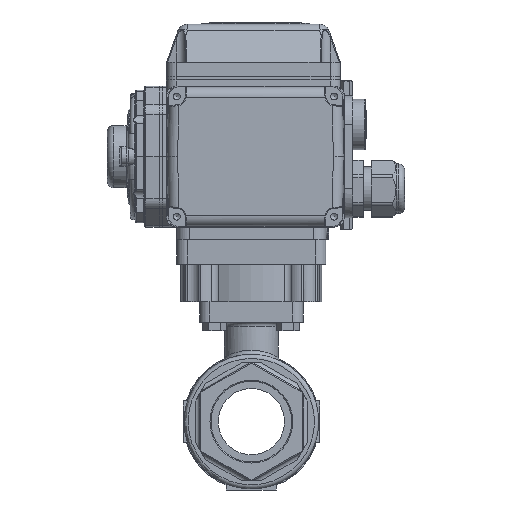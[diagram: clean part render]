
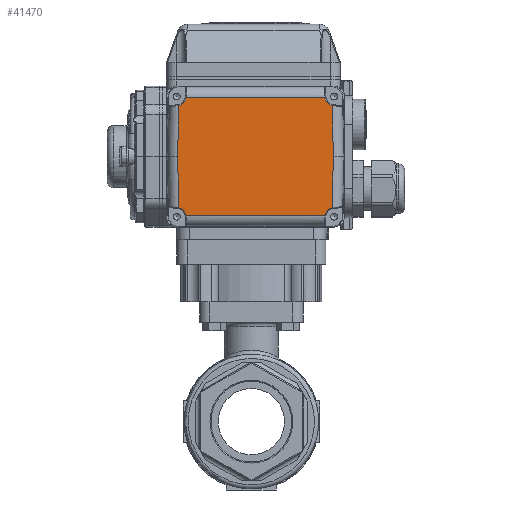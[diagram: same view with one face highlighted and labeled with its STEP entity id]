
A CAD part, front view. The second image highlights one B-rep face of the part: STEP entity #41470.
In plain terms, the highlighted face is planar.
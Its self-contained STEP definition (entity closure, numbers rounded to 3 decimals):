
#1536=PLANE('',#45034);
#3475=CIRCLE('',#44878,4.5);
#3483=CIRCLE('',#44893,4.5);
#3491=CIRCLE('',#44906,4.5);
#3499=CIRCLE('',#44921,4.5);
#11895=ORIENTED_EDGE('',*,*,#19899,.T.);
#11896=ORIENTED_EDGE('',*,*,#19814,.T.);
#11897=ORIENTED_EDGE('',*,*,#19909,.T.);
#11898=ORIENTED_EDGE('',*,*,#19906,.T.);
#11899=ORIENTED_EDGE('',*,*,#19880,.T.);
#11900=ORIENTED_EDGE('',*,*,#19911,.T.);
#11901=ORIENTED_EDGE('',*,*,#19858,.T.);
#11902=ORIENTED_EDGE('',*,*,#19902,.T.);
#11903=ORIENTED_EDGE('',*,*,#19904,.T.);
#11904=ORIENTED_EDGE('',*,*,#19836,.T.);
#19814=EDGE_CURVE('',#24495,#24493,#3475,.T.);
#19836=EDGE_CURVE('',#24511,#24509,#3483,.T.);
#19858=EDGE_CURVE('',#24527,#24525,#3491,.T.);
#19880=EDGE_CURVE('',#24543,#24541,#3499,.T.);
#19899=EDGE_CURVE('',#24509,#24495,#28108,.T.);
#19902=EDGE_CURVE('',#24525,#24560,#28110,.T.);
#19904=EDGE_CURVE('',#24560,#24511,#28112,.T.);
#19906=EDGE_CURVE('',#24562,#24543,#28114,.T.);
#19909=EDGE_CURVE('',#24493,#24562,#28116,.T.);
#19911=EDGE_CURVE('',#24541,#24527,#28118,.T.);
#24493=VERTEX_POINT('',#73169);
#24495=VERTEX_POINT('',#73181);
#24509=VERTEX_POINT('',#73330);
#24511=VERTEX_POINT('',#73336);
#24525=VERTEX_POINT('',#73505);
#24527=VERTEX_POINT('',#73517);
#24541=VERTEX_POINT('',#73666);
#24543=VERTEX_POINT('',#73672);
#24560=VERTEX_POINT('',#73792);
#24562=VERTEX_POINT('',#73801);
#28108=LINE('',#73784,#31210);
#28110=LINE('',#73793,#31212);
#28112=LINE('',#73796,#31214);
#28114=LINE('',#73800,#31216);
#28116=LINE('',#73808,#31218);
#28118=LINE('',#73811,#31220);
#31210=VECTOR('',#53882,1000.);
#31212=VECTOR('',#53886,1000.);
#31214=VECTOR('',#53890,1000.);
#31216=VECTOR('',#53894,1000.);
#31218=VECTOR('',#53898,1000.);
#31220=VECTOR('',#53902,1000.);
#34001=EDGE_LOOP('',(#11895,#11896,#11897,#11898,#11899,#11900,#11901,#11902,
#11903,#11904));
#36872=FACE_BOUND('',#34001,.T.);
#41470=ADVANCED_FACE('',(#36872),#1536,.T.);
#44878=AXIS2_PLACEMENT_3D('',#73184,#53737,#53738);
#44893=AXIS2_PLACEMENT_3D('',#73339,#53775,#53776);
#44906=AXIS2_PLACEMENT_3D('',#73520,#53805,#53806);
#44921=AXIS2_PLACEMENT_3D('',#73675,#53843,#53844);
#45034=AXIS2_PLACEMENT_3D('',#74790,#54141,#54142);
#53737=DIRECTION('',(0.,-1.,0.));
#53738=DIRECTION('',(0.,0.,1.));
#53775=DIRECTION('',(0.,-1.,0.));
#53776=DIRECTION('',(0.,0.,1.));
#53805=DIRECTION('',(0.,-1.,0.));
#53806=DIRECTION('',(0.,0.,1.));
#53843=DIRECTION('',(0.,-1.,0.));
#53844=DIRECTION('',(0.,0.,1.));
#53882=DIRECTION('',(1.,0.,0.));
#53886=DIRECTION('',(-0.026,0.,1.));
#53890=DIRECTION('',(0.026,0.,1.));
#53894=DIRECTION('',(-0.026,0.,-1.));
#53898=DIRECTION('',(0.026,0.,-1.));
#53902=DIRECTION('',(-1.,0.,0.));
#54141=DIRECTION('',(0.,1.,0.));
#54142=DIRECTION('',(0.,0.,1.));
#73169=CARTESIAN_POINT('',(36.98,12.,24.617));
#73181=CARTESIAN_POINT('',(33.516,12.,28.626));
#73184=CARTESIAN_POINT('',(38.,12.,29.));
#73330=CARTESIAN_POINT('',(-33.516,12.,28.626));
#73336=CARTESIAN_POINT('',(-36.98,12.,24.617));
#73339=CARTESIAN_POINT('',(-38.,12.,29.));
#73505=CARTESIAN_POINT('',(-36.98,12.,-24.617));
#73517=CARTESIAN_POINT('',(-33.516,12.,-28.626));
#73520=CARTESIAN_POINT('',(-38.,12.,-29.));
#73666=CARTESIAN_POINT('',(33.516,12.,-28.626));
#73672=CARTESIAN_POINT('',(36.98,12.,-24.617));
#73675=CARTESIAN_POINT('',(38.,12.,-29.));
#73784=CARTESIAN_POINT('',(33.627,12.,28.626));
#73792=CARTESIAN_POINT('',(-37.624,12.,0.));
#73793=CARTESIAN_POINT('',(-37.628,12.,0.124));
#73796=CARTESIAN_POINT('',(-36.983,12.,24.513));
#73800=CARTESIAN_POINT('',(36.983,12.,-24.513));
#73801=CARTESIAN_POINT('',(37.624,12.,0.));
#73808=CARTESIAN_POINT('',(37.628,12.,-0.124));
#73811=CARTESIAN_POINT('',(-33.627,12.,-28.626));
#74790=CARTESIAN_POINT('',(-37.239,12.,-29.));
